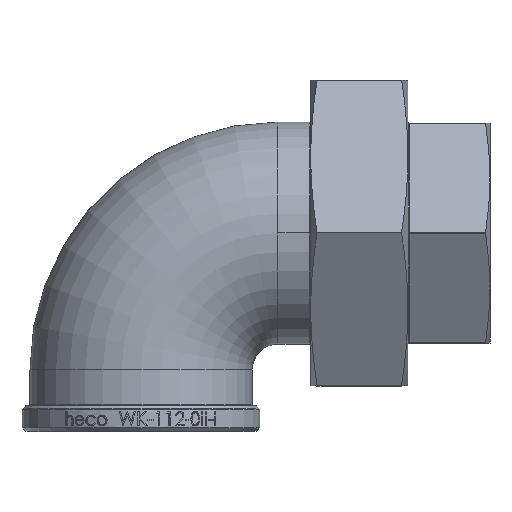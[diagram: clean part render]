
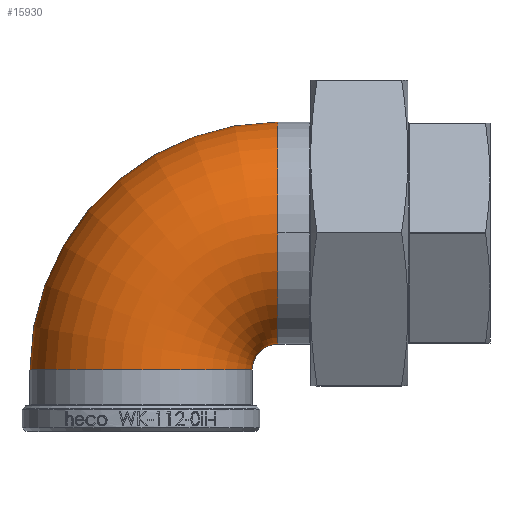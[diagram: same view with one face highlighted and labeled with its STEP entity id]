
A CAD part, top view. The second image highlights one B-rep face of the part: STEP entity #15930.
In plain terms, the highlighted toroidal (fillet/blend) face has major radius 34.5 mm and minor radius 28 mm.
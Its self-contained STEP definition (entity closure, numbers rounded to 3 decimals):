
#9 = ORIENTED_EDGE ( 'NONE', *, *, #14393, .F. ) ;
#909 = DIRECTION ( 'NONE',  ( 1., 0., 0. ) ) ;
#1126 = CIRCLE ( 'NONE', #11484, 28. ) ;
#1339 = EDGE_LOOP ( 'NONE', ( #5753, #14049, #12412, #1413, #9 ) ) ;
#1413 = ORIENTED_EDGE ( 'NONE', *, *, #2773, .F. ) ;
#1581 = VERTEX_POINT ( 'NONE', #13250 ) ;
#2494 = DIRECTION ( 'NONE',  ( 0., 0., -1. ) ) ;
#2773 = EDGE_CURVE ( 'NONE', #14785, #15240, #18225, .T. ) ;
#2815 = DIRECTION ( 'NONE',  ( 0., 1., 0. ) ) ;
#3104 = CIRCLE ( 'NONE', #7516, 28. ) ;
#4446 = DIRECTION ( 'NONE',  ( 0., 0., -1. ) ) ;
#5142 = DIRECTION ( 'NONE',  ( 0., 1., 0. ) ) ;
#5416 = CARTESIAN_POINT ( 'NONE',  ( 34.5, 50., 0. ) ) ;
#5420 = DIRECTION ( 'NONE',  ( 0., 1., 0. ) ) ;
#5551 = CARTESIAN_POINT ( 'NONE',  ( 34.5, 15.5, 0. ) ) ;
#5753 = ORIENTED_EDGE ( 'NONE', *, *, #10819, .F. ) ;
#5822 = CIRCLE ( 'NONE', #7971, 6.5 ) ;
#6061 = VERTEX_POINT ( 'NONE', #13846 ) ;
#6829 = CIRCLE ( 'NONE', #8380, 62.5 ) ;
#6910 = DIRECTION ( 'NONE',  ( 1., 0., 0. ) ) ;
#7516 = AXIS2_PLACEMENT_3D ( 'NONE', #5416, #6910, #8385 ) ;
#7633 = EDGE_CURVE ( 'NONE', #6061, #1581, #1126, .T. ) ;
#7971 = AXIS2_PLACEMENT_3D ( 'NONE', #5551, #2494, #5420 ) ;
#8368 = CARTESIAN_POINT ( 'NONE',  ( 34.5, 15.5, 0. ) ) ;
#8380 = AXIS2_PLACEMENT_3D ( 'NONE', #8368, #11452, #8900 ) ;
#8385 = DIRECTION ( 'NONE',  ( 0., 1., 0. ) ) ;
#8900 = DIRECTION ( 'NONE',  ( 0., 1., 0. ) ) ;
#9342 = CARTESIAN_POINT ( 'NONE',  ( 34.5, 78., 0. ) ) ;
#9754 = CARTESIAN_POINT ( 'NONE',  ( 0., 15.5, 0. ) ) ;
#10156 = CARTESIAN_POINT ( 'NONE',  ( 34.5, 15.5, 0. ) ) ;
#10819 = EDGE_CURVE ( 'NONE', #1581, #14942, #6829, .T. ) ;
#11452 = DIRECTION ( 'NONE',  ( 0., 0., -1. ) ) ;
#11484 = AXIS2_PLACEMENT_3D ( 'NONE', #9754, #14011, #18342 ) ;
#12412 = ORIENTED_EDGE ( 'NONE', *, *, #13350, .T. ) ;
#13250 = CARTESIAN_POINT ( 'NONE',  ( -28., 15.5, 0. ) ) ;
#13350 = EDGE_CURVE ( 'NONE', #6061, #15240, #5822, .T. ) ;
#13631 = CARTESIAN_POINT ( 'NONE',  ( 34.5, 50., 0. ) ) ;
#13763 = TOROIDAL_SURFACE ( 'NONE', #16972, 34.5, 28. ) ;
#13846 = CARTESIAN_POINT ( 'NONE',  ( 28., 15.5, 0. ) ) ;
#14011 = DIRECTION ( 'NONE',  ( 0., -1., 0. ) ) ;
#14049 = ORIENTED_EDGE ( 'NONE', *, *, #7633, .F. ) ;
#14393 = EDGE_CURVE ( 'NONE', #14942, #14785, #3104, .T. ) ;
#14496 = CARTESIAN_POINT ( 'NONE',  ( 34.5, 22., 0. ) ) ;
#14785 = VERTEX_POINT ( 'NONE', #17509 ) ;
#14942 = VERTEX_POINT ( 'NONE', #9342 ) ;
#15240 = VERTEX_POINT ( 'NONE', #14496 ) ;
#15930 = ADVANCED_FACE ( 'NONE', ( #18488 ), #13763, .T. ) ;
#16195 = AXIS2_PLACEMENT_3D ( 'NONE', #13631, #909, #5142 ) ;
#16972 = AXIS2_PLACEMENT_3D ( 'NONE', #10156, #4446, #2815 ) ;
#17509 = CARTESIAN_POINT ( 'NONE',  ( 34.5, 50., 28. ) ) ;
#18225 = CIRCLE ( 'NONE', #16195, 28. ) ;
#18342 = DIRECTION ( 'NONE',  ( -1., 0., 0. ) ) ;
#18488 = FACE_OUTER_BOUND ( 'NONE', #1339, .T. ) ;
